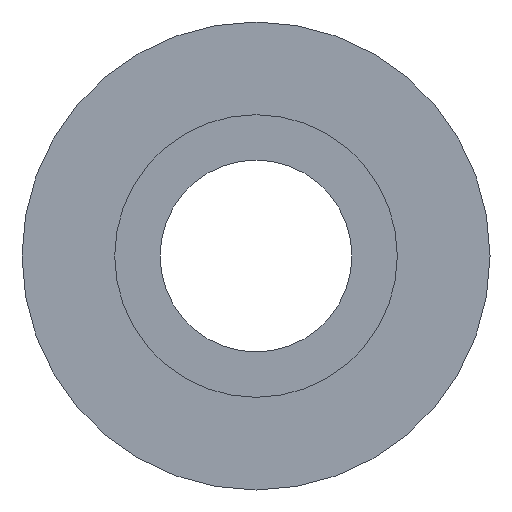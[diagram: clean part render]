
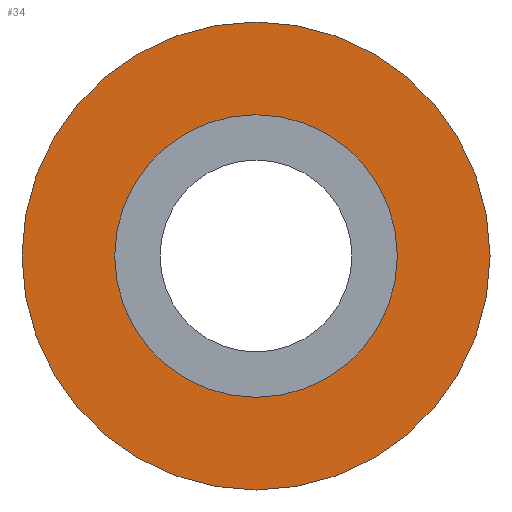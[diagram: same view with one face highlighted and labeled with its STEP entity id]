
A CAD part, left-side view. The second image highlights one B-rep face of the part: STEP entity #34.
In plain terms, the highlighted planar face has unit normal (-1, 0, 0).
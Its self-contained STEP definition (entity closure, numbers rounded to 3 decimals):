
#34=ADVANCED_FACE('',(#67,#68),#69,.T.);
#67=FACE_BOUND('',#98,.T.);
#68=FACE_OUTER_BOUND('',#99,.T.);
#69=PLANE('',#100);
#98=EDGE_LOOP('',(#127));
#99=EDGE_LOOP('',(#128));
#100=AXIS2_PLACEMENT_3D('',#129,#130,#131);
#127=ORIENTED_EDGE('',*,*,#157,.F.);
#128=ORIENTED_EDGE('',*,*,#151,.F.);
#129=CARTESIAN_POINT('',(-21.0,38.5,46.019));
#130=DIRECTION('',(-1.0,0.0,0.0));
#131=DIRECTION('',(0.0,0.0,1.0));
#151=EDGE_CURVE('',#163,#163,#164,.T.);
#157=EDGE_CURVE('',#173,#173,#174,.T.);
#163=VERTEX_POINT('',#181);
#164=CIRCLE('',#182,10.0);
#173=VERTEX_POINT('',#191);
#174=CIRCLE('',#192,6.04);
#181=CARTESIAN_POINT('',(-21.0,48.5,46.019));
#182=AXIS2_PLACEMENT_3D('',#198,#199,#200);
#191=CARTESIAN_POINT('',(-21.0,38.5,52.059));
#192=AXIS2_PLACEMENT_3D('',#210,#211,#212);
#198=CARTESIAN_POINT('',(-21.0,38.5,46.019));
#199=DIRECTION('',(1.0,0.0,0.0));
#200=DIRECTION('',(0.0,1.0,0.0));
#210=CARTESIAN_POINT('',(-21.0,38.5,46.019));
#211=DIRECTION('',(-1.0,0.0,0.0));
#212=DIRECTION('',(0.0,0.0,1.0));
